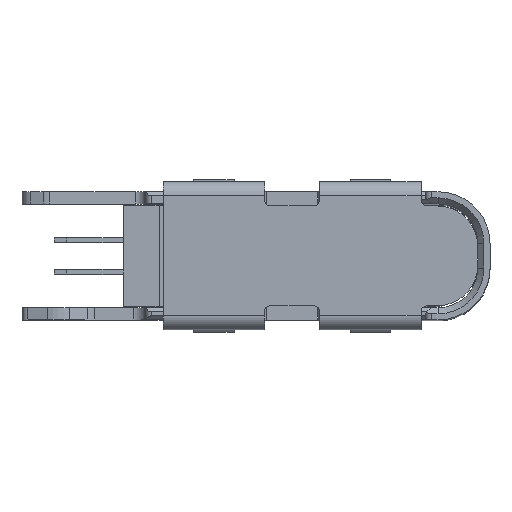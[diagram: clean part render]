
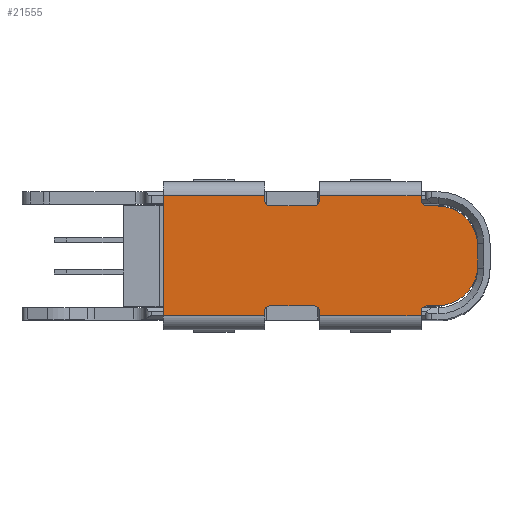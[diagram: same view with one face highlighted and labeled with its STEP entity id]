
A CAD part, top view. The second image highlights one B-rep face of the part: STEP entity #21555.
In plain terms, the highlighted planar face has unit normal (0, 0, 1).
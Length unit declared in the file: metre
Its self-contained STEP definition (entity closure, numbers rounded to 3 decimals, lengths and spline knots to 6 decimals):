
#145=CIRCLE('',#22054,0.00015);
#146=CIRCLE('',#22057,0.00015);
#149=CIRCLE('',#22062,0.00015);
#276=CIRCLE('',#22609,0.00015);
#291=CIRCLE('',#22649,0.00015);
#292=CIRCLE('',#22652,0.00015);
#477=CIRCLE('',#23107,0.001);
#478=CIRCLE('',#23108,0.001);
#5438=ORIENTED_EDGE('',*,*,#9504,.F.);
#5439=ORIENTED_EDGE('',*,*,#9535,.T.);
#5440=ORIENTED_EDGE('',*,*,#7597,.T.);
#5441=ORIENTED_EDGE('',*,*,#7594,.F.);
#5442=ORIENTED_EDGE('',*,*,#7589,.T.);
#5443=ORIENTED_EDGE('',*,*,#9549,.T.);
#5444=ORIENTED_EDGE('',*,*,#7548,.F.);
#5445=ORIENTED_EDGE('',*,*,#7580,.T.);
#5446=ORIENTED_EDGE('',*,*,#7584,.T.);
#5447=ORIENTED_EDGE('',*,*,#7586,.F.);
#5448=ORIENTED_EDGE('',*,*,#9550,.T.);
#5449=ORIENTED_EDGE('',*,*,#9551,.F.);
#5450=ORIENTED_EDGE('',*,*,#9552,.T.);
#5451=ORIENTED_EDGE('',*,*,#8737,.F.);
#5452=ORIENTED_EDGE('',*,*,#8739,.T.);
#5453=ORIENTED_EDGE('',*,*,#8791,.F.);
#5454=ORIENTED_EDGE('',*,*,#8774,.F.);
#5455=ORIENTED_EDGE('',*,*,#8799,.T.);
#5456=ORIENTED_EDGE('',*,*,#8805,.T.);
#5457=ORIENTED_EDGE('',*,*,#8808,.F.);
#5458=ORIENTED_EDGE('',*,*,#8810,.T.);
#5459=ORIENTED_EDGE('',*,*,#9019,.T.);
#5460=ORIENTED_EDGE('',*,*,#8828,.F.);
#5461=ORIENTED_EDGE('',*,*,#9546,.F.);
#7548=EDGE_CURVE('',#10443,#10444,#12627,.T.);
#7580=EDGE_CURVE('',#10443,#10462,#12652,.T.);
#7584=EDGE_CURVE('',#10462,#10464,#145,.T.);
#7586=EDGE_CURVE('',#10465,#10464,#12656,.T.);
#7589=EDGE_CURVE('',#10469,#10467,#146,.T.);
#7594=EDGE_CURVE('',#10469,#10472,#12662,.T.);
#7597=EDGE_CURVE('',#10474,#10472,#149,.T.);
#8737=EDGE_CURVE('',#11235,#11233,#13663,.T.);
#8739=EDGE_CURVE('',#11235,#11237,#276,.T.);
#8774=EDGE_CURVE('',#11262,#11263,#13689,.T.);
#8791=EDGE_CURVE('',#11263,#11237,#13699,.T.);
#8799=EDGE_CURVE('',#11262,#11277,#13705,.T.);
#8805=EDGE_CURVE('',#11277,#11279,#291,.T.);
#8808=EDGE_CURVE('',#11281,#11279,#13712,.T.);
#8810=EDGE_CURVE('',#11281,#11282,#292,.T.);
#8828=EDGE_CURVE('',#11298,#11299,#13723,.T.);
#9019=EDGE_CURVE('',#11282,#11299,#13847,.T.);
#9504=EDGE_CURVE('',#11722,#11723,#14208,.T.);
#9535=EDGE_CURVE('',#11722,#10474,#14230,.T.);
#9546=EDGE_CURVE('',#11723,#11298,#14237,.T.);
#9549=EDGE_CURVE('',#10467,#10444,#14240,.T.);
#9550=EDGE_CURVE('',#10465,#11746,#477,.T.);
#9551=EDGE_CURVE('',#11747,#11746,#14241,.T.);
#9552=EDGE_CURVE('',#11747,#11233,#478,.T.);
#10443=VERTEX_POINT('',#30445);
#10444=VERTEX_POINT('',#30447);
#10462=VERTEX_POINT('',#30506);
#10464=VERTEX_POINT('',#30513);
#10465=VERTEX_POINT('',#30517);
#10467=VERTEX_POINT('',#30523);
#10469=VERTEX_POINT('',#30526);
#10472=VERTEX_POINT('',#30533);
#10474=VERTEX_POINT('',#30539);
#11233=VERTEX_POINT('',#32842);
#11235=VERTEX_POINT('',#32846);
#11237=VERTEX_POINT('',#32851);
#11262=VERTEX_POINT('',#32921);
#11263=VERTEX_POINT('',#32923);
#11277=VERTEX_POINT('',#32969);
#11279=VERTEX_POINT('',#32978);
#11281=VERTEX_POINT('',#32984);
#11282=VERTEX_POINT('',#32988);
#11298=VERTEX_POINT('',#33027);
#11299=VERTEX_POINT('',#33029);
#11722=VERTEX_POINT('',#34410);
#11723=VERTEX_POINT('',#34412);
#11746=VERTEX_POINT('',#34495);
#11747=VERTEX_POINT('',#34497);
#12627=LINE('',#30446,#15260);
#12652=LINE('',#30507,#15285);
#12656=LINE('',#30519,#15289);
#12662=LINE('',#30535,#15295);
#13663=LINE('',#32847,#16296);
#13689=LINE('',#32922,#16322);
#13699=LINE('',#32956,#16332);
#13705=LINE('',#32970,#16338);
#13712=LINE('',#32985,#16345);
#13723=LINE('',#33028,#16356);
#13847=LINE('',#33459,#16480);
#14208=LINE('',#34411,#16841);
#14230=LINE('',#34470,#16863);
#14237=LINE('',#34489,#16870);
#14240=LINE('',#34493,#16873);
#14241=LINE('',#34496,#16874);
#15260=VECTOR('',#24476,1.);
#15285=VECTOR('',#24535,1.);
#15289=VECTOR('',#24547,1.);
#15295=VECTOR('',#24561,1.);
#16296=VECTOR('',#26658,1.);
#16322=VECTOR('',#26728,1.);
#16332=VECTOR('',#26764,1.);
#16338=VECTOR('',#26778,1.);
#16345=VECTOR('',#26793,1.);
#16356=VECTOR('',#26834,1.);
#16480=VECTOR('',#27206,1.);
#16841=VECTOR('',#28147,1.);
#16863=VECTOR('',#28205,1.);
#16870=VECTOR('',#28228,1.);
#16873=VECTOR('',#28233,1.);
#16874=VECTOR('',#28236,1.);
#18272=EDGE_LOOP('',(#5438,#5439,#5440,#5441,#5442,#5443,#5444,#5445,#5446,
#5447,#5448,#5449,#5450,#5451,#5452,#5453,#5454,#5455,#5456,#5457,#5458,
#5459,#5460,#5461));
#19483=FACE_BOUND('',#18272,.T.);
#20454=PLANE('',#23106);
#21555=ADVANCED_FACE('',(#19483),#20454,.F.);
#22054=AXIS2_PLACEMENT_3D('',#30514,#24542,#24543);
#22057=AXIS2_PLACEMENT_3D('',#30525,#24552,#24553);
#22062=AXIS2_PLACEMENT_3D('',#30541,#24567,#24568);
#22609=AXIS2_PLACEMENT_3D('',#32852,#26662,#26663);
#22649=AXIS2_PLACEMENT_3D('',#32979,#26787,#26788);
#22652=AXIS2_PLACEMENT_3D('',#32990,#26797,#26798);
#23106=AXIS2_PLACEMENT_3D('',#34492,#28231,#28232);
#23107=AXIS2_PLACEMENT_3D('',#34494,#28234,#28235);
#23108=AXIS2_PLACEMENT_3D('',#34498,#28237,#28238);
#24476=DIRECTION('',(-1.,0.,0.));
#24535=DIRECTION('',(0.,1.,0.));
#24542=DIRECTION('',(0.,0.,-1.));
#24543=DIRECTION('',(-1.,0.,0.));
#24547=DIRECTION('',(-1.,0.,0.));
#24552=DIRECTION('',(0.,0.,-1.));
#24553=DIRECTION('',(-1.,0.,0.));
#24561=DIRECTION('',(-1.,0.,0.));
#24567=DIRECTION('',(0.,0.,-1.));
#24568=DIRECTION('',(-1.,0.,0.));
#26658=DIRECTION('',(1.,0.,0.));
#26662=DIRECTION('',(0.,0.,-1.));
#26663=DIRECTION('',(-1.,0.,0.));
#26728=DIRECTION('',(1.,0.,0.));
#26764=DIRECTION('',(0.,-1.,0.));
#26778=DIRECTION('',(0.,-1.,0.));
#26787=DIRECTION('',(0.,0.,-1.));
#26788=DIRECTION('',(-1.,0.,0.));
#26793=DIRECTION('',(1.,0.,0.));
#26797=DIRECTION('',(0.,0.,-1.));
#26798=DIRECTION('',(-1.,0.,0.));
#26834=DIRECTION('',(1.,0.,0.));
#27206=DIRECTION('',(0.,1.,0.));
#28147=DIRECTION('',(-1.,0.,0.));
#28205=DIRECTION('',(0.,1.,0.));
#28228=DIRECTION('',(0.,1.,0.));
#28231=DIRECTION('',(0.,0.,-1.));
#28232=DIRECTION('',(-1.,0.,0.));
#28233=DIRECTION('',(0.,-1.,0.));
#28234=DIRECTION('',(0.,0.,1.));
#28235=DIRECTION('',(-1.,0.,0.));
#28236=DIRECTION('',(0.,-1.,0.));
#28237=DIRECTION('',(0.,0.,1.));
#28238=DIRECTION('',(-1.,0.,0.));
#30445=CARTESIAN_POINT('',(0.00407,-0.00177,0.007406));
#30446=CARTESIAN_POINT('',(0.00026,-0.00177,0.007406));
#30447=CARTESIAN_POINT('',(0.00157,-0.00177,0.007406));
#30506=CARTESIAN_POINT('',(0.00407,-0.00167,0.007406));
#30507=CARTESIAN_POINT('',(0.00407,-0.00172,0.007406));
#30513=CARTESIAN_POINT('',(0.00422,-0.00152,0.007406));
#30514=CARTESIAN_POINT('',(0.00422,-0.00167,0.007406));
#30517=CARTESIAN_POINT('',(0.00447,-0.00152,0.007406));
#30519=CARTESIAN_POINT('',(0.00089,-0.00152,0.007406));
#30523=CARTESIAN_POINT('',(0.00157,-0.00167,0.007406));
#30525=CARTESIAN_POINT('',(0.00142,-0.00167,0.007406));
#30526=CARTESIAN_POINT('',(0.00142,-0.00152,0.007406));
#30533=CARTESIAN_POINT('',(0.00036,-0.00152,0.007406));
#30535=CARTESIAN_POINT('',(0.00089,-0.00152,0.007406));
#30539=CARTESIAN_POINT('',(0.00021,-0.00167,0.007406));
#30541=CARTESIAN_POINT('',(0.00036,-0.00167,0.007406));
#32842=CARTESIAN_POINT('',(0.00447,0.00094,0.007406));
#32846=CARTESIAN_POINT('',(0.00422,0.00094,0.007406));
#32847=CARTESIAN_POINT('',(0.00089,0.00094,0.007406));
#32851=CARTESIAN_POINT('',(0.00407,0.00109,0.007406));
#32852=CARTESIAN_POINT('',(0.00422,0.00109,0.007406));
#32921=CARTESIAN_POINT('',(0.00157,0.00119,0.007406));
#32922=CARTESIAN_POINT('',(-0.00234,0.00119,0.007406));
#32923=CARTESIAN_POINT('',(0.00407,0.00119,0.007406));
#32956=CARTESIAN_POINT('',(0.00407,0.001312,0.007406));
#32969=CARTESIAN_POINT('',(0.00157,0.00109,0.007406));
#32970=CARTESIAN_POINT('',(0.00157,-0.00172,0.007406));
#32978=CARTESIAN_POINT('',(0.00142,0.00094,0.007406));
#32979=CARTESIAN_POINT('',(0.00142,0.00109,0.007406));
#32984=CARTESIAN_POINT('',(0.00036,0.00094,0.007406));
#32985=CARTESIAN_POINT('',(0.00089,0.00094,0.007406));
#32988=CARTESIAN_POINT('',(0.00021,0.00109,0.007406));
#32990=CARTESIAN_POINT('',(0.00036,0.00109,0.007406));
#33027=CARTESIAN_POINT('',(-0.00229,0.00119,0.007406));
#33028=CARTESIAN_POINT('',(-0.00234,0.00119,0.007406));
#33029=CARTESIAN_POINT('',(0.00021,0.00119,0.007406));
#33459=CARTESIAN_POINT('',(0.00021,-0.00172,0.007406));
#34410=CARTESIAN_POINT('',(0.00021,-0.00177,0.007406));
#34411=CARTESIAN_POINT('',(0.00026,-0.00177,0.007406));
#34412=CARTESIAN_POINT('',(-0.00229,-0.00177,0.007406));
#34470=CARTESIAN_POINT('',(0.00021,-0.00172,0.007406));
#34489=CARTESIAN_POINT('',(-0.00229,-0.000257,0.007406));
#34492=CARTESIAN_POINT('',(0.004405,-0.00172,0.007406));
#34493=CARTESIAN_POINT('',(0.00157,-0.00172,0.007406));
#34494=CARTESIAN_POINT('',(0.00447,-0.00052,0.007406));
#34495=CARTESIAN_POINT('',(0.00547,-0.00052,0.007406));
#34496=CARTESIAN_POINT('',(0.00547,-0.00029,0.007406));
#34497=CARTESIAN_POINT('',(0.00547,-0.00006,0.007406));
#34498=CARTESIAN_POINT('',(0.00447,-0.00006,0.007406));
